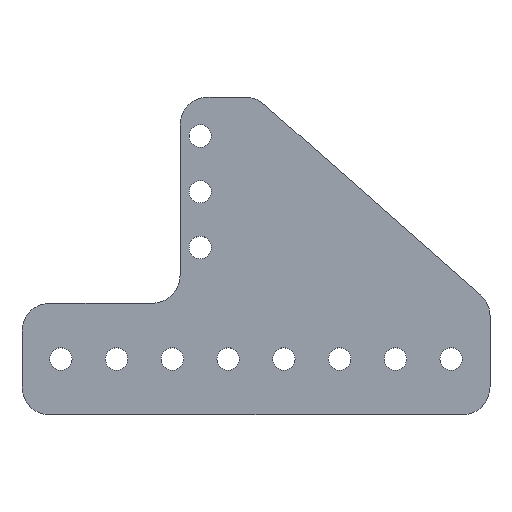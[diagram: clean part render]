
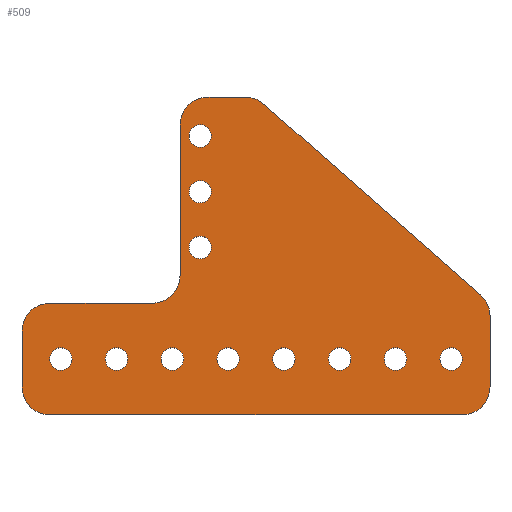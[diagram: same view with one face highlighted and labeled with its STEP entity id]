
A CAD part, top view. The second image highlights one B-rep face of the part: STEP entity #509.
In plain terms, the highlighted planar face has unit normal (0, 0, 1).
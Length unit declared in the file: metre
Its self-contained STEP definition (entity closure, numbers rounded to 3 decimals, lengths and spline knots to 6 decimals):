
#56=CIRCLE('',#568,0.002553);
#57=CIRCLE('',#569,0.002553);
#58=CIRCLE('',#570,0.002553);
#59=CIRCLE('',#571,0.002553);
#60=CIRCLE('',#572,0.002553);
#61=CIRCLE('',#573,0.002553);
#62=CIRCLE('',#574,0.002553);
#63=CIRCLE('',#575,0.002553);
#64=CIRCLE('',#576,0.002553);
#65=CIRCLE('',#577,0.002553);
#66=CIRCLE('',#578,0.002553);
#67=CIRCLE('',#579,0.00635);
#68=CIRCLE('',#580,0.00635);
#69=CIRCLE('',#581,0.00635);
#70=CIRCLE('',#582,0.00635);
#71=CIRCLE('',#583,0.00635);
#72=CIRCLE('',#584,0.00635);
#73=CIRCLE('',#585,0.00635);
#127=ORIENTED_EDGE('',*,*,#248,.F.);
#128=ORIENTED_EDGE('',*,*,#249,.F.);
#129=ORIENTED_EDGE('',*,*,#250,.F.);
#130=ORIENTED_EDGE('',*,*,#251,.F.);
#131=ORIENTED_EDGE('',*,*,#252,.F.);
#132=ORIENTED_EDGE('',*,*,#253,.F.);
#133=ORIENTED_EDGE('',*,*,#254,.F.);
#134=ORIENTED_EDGE('',*,*,#255,.F.);
#135=ORIENTED_EDGE('',*,*,#256,.F.);
#136=ORIENTED_EDGE('',*,*,#257,.F.);
#137=ORIENTED_EDGE('',*,*,#258,.F.);
#138=ORIENTED_EDGE('',*,*,#212,.T.);
#139=ORIENTED_EDGE('',*,*,#259,.T.);
#140=ORIENTED_EDGE('',*,*,#206,.T.);
#141=ORIENTED_EDGE('',*,*,#260,.T.);
#142=ORIENTED_EDGE('',*,*,#204,.T.);
#143=ORIENTED_EDGE('',*,*,#261,.T.);
#144=ORIENTED_EDGE('',*,*,#226,.F.);
#145=ORIENTED_EDGE('',*,*,#262,.T.);
#146=ORIENTED_EDGE('',*,*,#222,.T.);
#147=ORIENTED_EDGE('',*,*,#263,.T.);
#148=ORIENTED_EDGE('',*,*,#220,.T.);
#149=ORIENTED_EDGE('',*,*,#264,.T.);
#150=ORIENTED_EDGE('',*,*,#216,.T.);
#151=ORIENTED_EDGE('',*,*,#265,.T.);
#204=EDGE_CURVE('',#269,#268,#318,.T.);
#206=EDGE_CURVE('',#270,#271,#320,.T.);
#212=EDGE_CURVE('',#277,#276,#326,.T.);
#216=EDGE_CURVE('',#281,#280,#330,.T.);
#220=EDGE_CURVE('',#285,#284,#334,.T.);
#222=EDGE_CURVE('',#286,#287,#336,.T.);
#226=EDGE_CURVE('',#290,#291,#340,.T.);
#248=EDGE_CURVE('',#305,#305,#56,.F.);
#249=EDGE_CURVE('',#306,#306,#57,.F.);
#250=EDGE_CURVE('',#307,#307,#58,.F.);
#251=EDGE_CURVE('',#308,#308,#59,.F.);
#252=EDGE_CURVE('',#309,#309,#60,.F.);
#253=EDGE_CURVE('',#310,#310,#61,.F.);
#254=EDGE_CURVE('',#311,#311,#62,.F.);
#255=EDGE_CURVE('',#312,#312,#63,.F.);
#256=EDGE_CURVE('',#313,#313,#64,.F.);
#257=EDGE_CURVE('',#314,#314,#65,.F.);
#258=EDGE_CURVE('',#315,#315,#66,.F.);
#259=EDGE_CURVE('',#276,#270,#67,.F.);
#260=EDGE_CURVE('',#271,#269,#68,.F.);
#261=EDGE_CURVE('',#268,#291,#69,.T.);
#262=EDGE_CURVE('',#290,#286,#70,.F.);
#263=EDGE_CURVE('',#287,#285,#71,.F.);
#264=EDGE_CURVE('',#284,#281,#72,.F.);
#265=EDGE_CURVE('',#280,#277,#73,.F.);
#268=VERTEX_POINT('',#766);
#269=VERTEX_POINT('',#768);
#270=VERTEX_POINT('',#772);
#271=VERTEX_POINT('',#773);
#276=VERTEX_POINT('',#784);
#277=VERTEX_POINT('',#786);
#280=VERTEX_POINT('',#793);
#281=VERTEX_POINT('',#795);
#284=VERTEX_POINT('',#802);
#285=VERTEX_POINT('',#804);
#286=VERTEX_POINT('',#808);
#287=VERTEX_POINT('',#809);
#290=VERTEX_POINT('',#817);
#291=VERTEX_POINT('',#818);
#305=VERTEX_POINT('',#856);
#306=VERTEX_POINT('',#858);
#307=VERTEX_POINT('',#860);
#308=VERTEX_POINT('',#862);
#309=VERTEX_POINT('',#864);
#310=VERTEX_POINT('',#866);
#311=VERTEX_POINT('',#868);
#312=VERTEX_POINT('',#870);
#313=VERTEX_POINT('',#872);
#314=VERTEX_POINT('',#874);
#315=VERTEX_POINT('',#876);
#318=LINE('',#767,#346);
#320=LINE('',#771,#348);
#326=LINE('',#785,#354);
#330=LINE('',#794,#358);
#334=LINE('',#803,#362);
#336=LINE('',#807,#364);
#340=LINE('',#816,#368);
#346=VECTOR('',#610,1.);
#348=VECTOR('',#614,1.);
#354=VECTOR('',#622,1.);
#358=VECTOR('',#628,1.);
#362=VECTOR('',#634,1.);
#364=VECTOR('',#638,1.);
#368=VECTOR('',#644,1.);
#391=EDGE_LOOP('',(#127));
#392=EDGE_LOOP('',(#128));
#393=EDGE_LOOP('',(#129));
#394=EDGE_LOOP('',(#130));
#395=EDGE_LOOP('',(#131));
#396=EDGE_LOOP('',(#132));
#397=EDGE_LOOP('',(#133));
#398=EDGE_LOOP('',(#134));
#399=EDGE_LOOP('',(#135));
#400=EDGE_LOOP('',(#136));
#401=EDGE_LOOP('',(#137));
#402=EDGE_LOOP('',(#138,#139,#140,#141,#142,#143,#144,#145,#146,#147,#148,
#149,#150,#151));
#451=FACE_BOUND('',#391,.T.);
#452=FACE_BOUND('',#392,.T.);
#453=FACE_BOUND('',#393,.T.);
#454=FACE_BOUND('',#394,.T.);
#455=FACE_BOUND('',#395,.T.);
#456=FACE_BOUND('',#396,.T.);
#457=FACE_BOUND('',#397,.T.);
#458=FACE_BOUND('',#398,.T.);
#459=FACE_BOUND('',#399,.T.);
#460=FACE_BOUND('',#400,.T.);
#461=FACE_BOUND('',#401,.T.);
#462=FACE_BOUND('',#402,.T.);
#500=PLANE('',#567);
#509=ADVANCED_FACE('',(#451,#452,#453,#454,#455,#456,#457,#458,#459,#460,
#461,#462),#500,.F.);
#567=AXIS2_PLACEMENT_3D('',#854,#686,#687);
#568=AXIS2_PLACEMENT_3D('',#855,#688,#689);
#569=AXIS2_PLACEMENT_3D('',#857,#690,#691);
#570=AXIS2_PLACEMENT_3D('',#859,#692,#693);
#571=AXIS2_PLACEMENT_3D('',#861,#694,#695);
#572=AXIS2_PLACEMENT_3D('',#863,#696,#697);
#573=AXIS2_PLACEMENT_3D('',#865,#698,#699);
#574=AXIS2_PLACEMENT_3D('',#867,#700,#701);
#575=AXIS2_PLACEMENT_3D('',#869,#702,#703);
#576=AXIS2_PLACEMENT_3D('',#871,#704,#705);
#577=AXIS2_PLACEMENT_3D('',#873,#706,#707);
#578=AXIS2_PLACEMENT_3D('',#875,#708,#709);
#579=AXIS2_PLACEMENT_3D('',#877,#710,#711);
#580=AXIS2_PLACEMENT_3D('',#878,#712,#713);
#581=AXIS2_PLACEMENT_3D('',#879,#714,#715);
#582=AXIS2_PLACEMENT_3D('',#880,#716,#717);
#583=AXIS2_PLACEMENT_3D('',#881,#718,#719);
#584=AXIS2_PLACEMENT_3D('',#882,#720,#721);
#585=AXIS2_PLACEMENT_3D('',#883,#722,#723);
#610=DIRECTION('',(0.,-1.,0.));
#614=DIRECTION('',(-1.,0.,0.));
#622=DIRECTION('',(-0.75,0.661,0.));
#628=DIRECTION('',(0.,1.,0.));
#634=DIRECTION('',(1.,0.,0.));
#638=DIRECTION('',(0.,-1.,0.));
#644=DIRECTION('',(1.,0.,0.));
#686=DIRECTION('',(0.,0.,-1.));
#687=DIRECTION('',(1.,0.,0.));
#688=DIRECTION('',(0.,0.,-1.));
#689=DIRECTION('',(0.,1.,0.));
#690=DIRECTION('',(0.,0.,-1.));
#691=DIRECTION('',(0.,1.,0.));
#692=DIRECTION('',(0.,0.,-1.));
#693=DIRECTION('',(0.,1.,0.));
#694=DIRECTION('',(0.,0.,-1.));
#695=DIRECTION('',(0.,1.,0.));
#696=DIRECTION('',(0.,0.,-1.));
#697=DIRECTION('',(0.,1.,0.));
#698=DIRECTION('',(0.,0.,-1.));
#699=DIRECTION('',(0.,1.,0.));
#700=DIRECTION('',(0.,0.,-1.));
#701=DIRECTION('',(0.,1.,0.));
#702=DIRECTION('',(0.,0.,-1.));
#703=DIRECTION('',(0.,1.,0.));
#704=DIRECTION('',(0.,0.,-1.));
#705=DIRECTION('',(0.,1.,0.));
#706=DIRECTION('',(0.,0.,-1.));
#707=DIRECTION('',(0.,1.,0.));
#708=DIRECTION('',(0.,0.,-1.));
#709=DIRECTION('',(0.,1.,0.));
#710=DIRECTION('',(0.,0.,-1.));
#711=DIRECTION('',(0.,1.,0.));
#712=DIRECTION('',(0.,0.,-1.));
#713=DIRECTION('',(0.,1.,0.));
#714=DIRECTION('',(0.,0.,-1.));
#715=DIRECTION('',(0.,1.,0.));
#716=DIRECTION('',(0.,0.,-1.));
#717=DIRECTION('',(0.,1.,0.));
#718=DIRECTION('',(0.,0.,-1.));
#719=DIRECTION('',(0.,1.,0.));
#720=DIRECTION('',(0.,0.,-1.));
#721=DIRECTION('',(0.,1.,0.));
#722=DIRECTION('',(0.,0.,-1.));
#723=DIRECTION('',(0.,1.,0.));
#766=CARTESIAN_POINT('',(-0.004585,-0.71755,-0.0508));
#767=CARTESIAN_POINT('',(-0.004585,-0.70043,-0.0508));
#768=CARTESIAN_POINT('',(-0.004585,-0.683311,-0.0508));
#771=CARTESIAN_POINT('',(0.004058,-0.676961,-0.0508));
#772=CARTESIAN_POINT('',(0.010302,-0.676961,-0.0508));
#773=CARTESIAN_POINT('',(0.001765,-0.676961,-0.0508));
#784=CARTESIAN_POINT('',(0.014499,-0.678546,-0.0508));
#785=CARTESIAN_POINT('',(0.039345,-0.70043,-0.0508));
#786=CARTESIAN_POINT('',(0.063836,-0.722004,-0.0508));
#793=CARTESIAN_POINT('',(0.065989,-0.726769,-0.0508));
#794=CARTESIAN_POINT('',(0.065989,-0.7366,-0.0508));
#795=CARTESIAN_POINT('',(0.065989,-0.74295,-0.0508));
#802=CARTESIAN_POINT('',(0.059639,-0.7493,-0.0508));
#803=CARTESIAN_POINT('',(-0.66675,-0.7493,-0.0508));
#804=CARTESIAN_POINT('',(-0.034239,-0.7493,-0.0508));
#807=CARTESIAN_POINT('',(-0.040589,-0.7366,-0.0508));
#808=CARTESIAN_POINT('',(-0.040589,-0.73025,-0.0508));
#809=CARTESIAN_POINT('',(-0.040589,-0.74295,-0.0508));
#816=CARTESIAN_POINT('',(-0.66675,-0.7239,-0.0508));
#817=CARTESIAN_POINT('',(-0.034239,-0.7239,-0.0508));
#818=CARTESIAN_POINT('',(-0.010935,-0.7239,-0.0508));
#854=CARTESIAN_POINT('',(-0.29845,-0.71313,-0.0508));
#855=CARTESIAN_POINT('',(-0.03175,-0.7366,-0.0508));
#856=CARTESIAN_POINT('',(-0.03175,-0.734047,-0.0508));
#857=CARTESIAN_POINT('',(0.03175,-0.7366,-0.0508));
#858=CARTESIAN_POINT('',(0.03175,-0.734047,-0.0508));
#859=CARTESIAN_POINT('',(0.04445,-0.7366,-0.0508));
#860=CARTESIAN_POINT('',(0.04445,-0.734047,-0.0508));
#861=CARTESIAN_POINT('',(0.05715,-0.7366,-0.0508));
#862=CARTESIAN_POINT('',(0.05715,-0.734047,-0.0508));
#863=CARTESIAN_POINT('',(0.,-0.7112,-0.0508));
#864=CARTESIAN_POINT('',(0.,-0.708647,-0.0508));
#865=CARTESIAN_POINT('',(0.01905,-0.7366,-0.0508));
#866=CARTESIAN_POINT('',(0.01905,-0.734047,-0.0508));
#867=CARTESIAN_POINT('',(0.00635,-0.7366,-0.0508));
#868=CARTESIAN_POINT('',(0.00635,-0.734047,-0.0508));
#869=CARTESIAN_POINT('',(-0.00635,-0.7366,-0.0508));
#870=CARTESIAN_POINT('',(-0.00635,-0.734047,-0.0508));
#871=CARTESIAN_POINT('',(-0.01905,-0.7366,-0.0508));
#872=CARTESIAN_POINT('',(-0.01905,-0.734047,-0.0508));
#873=CARTESIAN_POINT('',(0.,-0.6985,-0.0508));
#874=CARTESIAN_POINT('',(0.,-0.695947,-0.0508));
#875=CARTESIAN_POINT('',(0.,-0.6858,-0.0508));
#876=CARTESIAN_POINT('',(0.,-0.683247,-0.0508));
#877=CARTESIAN_POINT('',(0.010302,-0.683311,-0.0508));
#878=CARTESIAN_POINT('',(0.001765,-0.683311,-0.0508));
#879=CARTESIAN_POINT('',(-0.010935,-0.71755,-0.0508));
#880=CARTESIAN_POINT('',(-0.034239,-0.73025,-0.0508));
#881=CARTESIAN_POINT('',(-0.034239,-0.74295,-0.0508));
#882=CARTESIAN_POINT('',(0.059639,-0.74295,-0.0508));
#883=CARTESIAN_POINT('',(0.059639,-0.726769,-0.0508));
